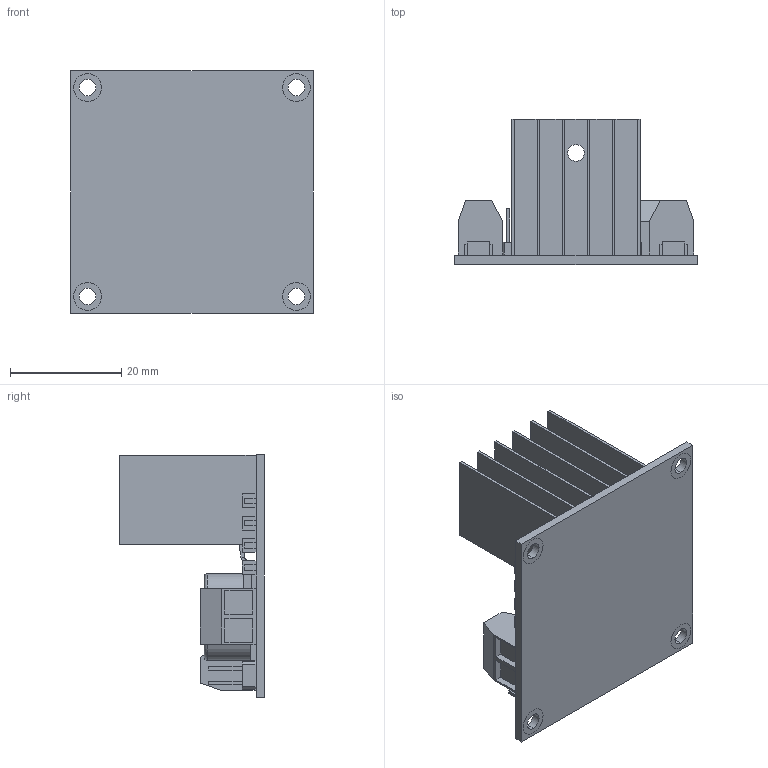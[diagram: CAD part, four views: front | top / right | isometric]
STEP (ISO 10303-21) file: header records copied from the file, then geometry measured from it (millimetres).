
FILE_DESCRIPTION (( 'STEP AP203' ), '1' );
FILE_NAME ('L298N Motor Driver_Default_sldprt.STEP', '2022-03-14T14:39:53', ( '' ), ( '' ), 'SwSTEP 2.0', 'SolidWorks 2020', '' );
FILE_SCHEMA (( 'CONFIG_CONTROL_DESIGN' ));
Length unit declared in the file: millimetre
Products named in the file (1): L298N Motor Driver_Default_sldprt
Bounding box: 43.5 x 26 x 43.5 mm (x, y, z)
Volume: 9347.6 mm3; surface area: 13781.3 mm2
Topology: 21 solids, 21 shells, 749 faces, 1771 edges, 1104 vertices
Faces by surface type: plane 653, cylinder 90, torus 4, cone 2
Entity records: 21088 total; most frequent: CARTESIAN_POINT 3625, ORIENTED_EDGE 3542, DIRECTION 3477, EDGE_CURVE 1771, VECTOR 1565, LINE 1565, VERTEX_POINT 1104, AXIS2_PLACEMENT_3D 956
